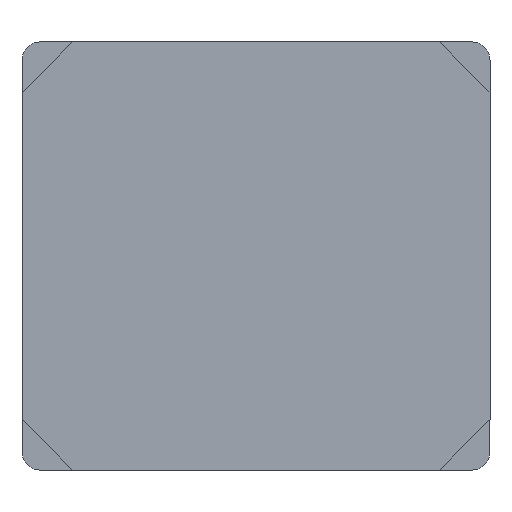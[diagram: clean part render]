
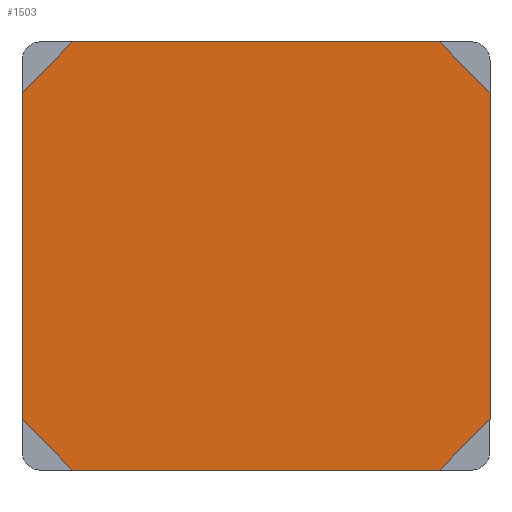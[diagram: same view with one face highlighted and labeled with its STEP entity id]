
A CAD part, front view. The second image highlights one B-rep face of the part: STEP entity #1503.
In plain terms, the highlighted planar face has unit normal (0, -1, 0).
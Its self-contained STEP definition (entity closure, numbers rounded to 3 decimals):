
#1206=CARTESIAN_POINT('POINT81',(-19.431,-48.26,13.589));
#1207=VERTEX_POINT('VERTEX81',#1206);
#1208=CARTESIAN_POINT('POINT82',(-15.24,-48.26,17.78));
#1209=VERTEX_POINT('VERTEX82',#1208);
#1210=CARTESIAN_POINT('POS141',(-15.24,-48.26,17.78));
#1211=DIRECTION('DIR186',(0.707,0.,
   0.707));
#1212=VECTOR('VEC96',#1211,25.4);
#1213=LINE('STRAIGHT96',#1210,#1212);
#1214=EDGE_CURVE('EDGE113',#1207,#1209,#1213,.T.);
#1365=CARTESIAN_POINT('POINT91',(-15.24,-48.26,-17.78));
#1366=VERTEX_POINT('VERTEX91',#1365);
#1367=CARTESIAN_POINT('POINT92',(-19.431,-48.26,-13.589))
   ;
#1368=VERTEX_POINT('VERTEX92',#1367);
#1369=CARTESIAN_POINT('POS160',(-19.431,-48.26,-13.589));
#1370=DIRECTION('DIR211',(-0.707,0.,
   0.707));
#1371=VECTOR('VEC109',#1370,25.4);
#1372=LINE('STRAIGHT109',#1369,#1371);
#1373=EDGE_CURVE('EDGE128',#1366,#1368,#1372,.T.);
#1428=CARTESIAN_POINT('POINT97',(19.431,-48.26,-13.589));
#1429=VERTEX_POINT('VERTEX97',#1428);
#1430=CARTESIAN_POINT('POINT98',(15.24,-48.26,-17.78));
#1431=VERTEX_POINT('VERTEX98',#1430);
#1432=CARTESIAN_POINT('POS167',(15.24,-48.26,-17.78));
#1433=DIRECTION('DIR220',(-0.707,0.,
   -0.707));
#1434=VECTOR('VEC114',#1433,25.4);
#1435=LINE('STRAIGHT114',#1432,#1434);
#1436=EDGE_CURVE('EDGE135',#1429,#1431,#1435,.T.);
#1459=CARTESIAN_POINT('POINT99',(19.431,-48.26,13.589));
#1460=VERTEX_POINT('VERTEX99',#1459);
#1461=CARTESIAN_POINT('POS171',(19.431,-48.26,-13.589));
#1462=DIRECTION('DIR225',(0.,0.,
   -1.));
#1463=VECTOR('VEC117',#1462,25.4);
#1464=LINE('STRAIGHT117',#1461,#1463);
#1465=EDGE_CURVE('EDGE138',#1460,#1429,#1464,.T.);
#1466=ORIENTED_EDGE('COEDGE229',*,*,#1465,.F.);
#1467=CARTESIAN_POINT('POINT100',(15.24,-48.26,17.78));
#1468=VERTEX_POINT('VERTEX100',#1467);
#1469=CARTESIAN_POINT('POS172',(19.431,-48.26,13.589));
#1470=DIRECTION('DIR226',(0.707,0.,
   -0.707));
#1471=VECTOR('VEC118',#1470,25.4);
#1472=LINE('STRAIGHT118',#1469,#1471);
#1473=EDGE_CURVE('EDGE139',#1468,#1460,#1472,.T.);
#1474=ORIENTED_EDGE('COEDGE230',*,*,#1473,.F.);
#1475=CARTESIAN_POINT('POS173',(15.24,-48.26,17.78));
#1476=DIRECTION('DIR227',(1.,0.,
   0.));
#1477=VECTOR('VEC119',#1476,25.4);
#1478=LINE('STRAIGHT119',#1475,#1477);
#1479=EDGE_CURVE('EDGE140',#1209,#1468,#1478,.T.);
#1480=ORIENTED_EDGE('COEDGE231',*,*,#1479,.F.);
#1481=ORIENTED_EDGE('COEDGE232',*,*,#1214,.F.);
#1482=CARTESIAN_POINT('POS174',(-19.431,-48.26,13.589));
#1483=DIRECTION('DIR228',(0.,0.,
   1.));
#1484=VECTOR('VEC120',#1483,25.4);
#1485=LINE('STRAIGHT120',#1482,#1484);
#1486=EDGE_CURVE('EDGE141',#1368,#1207,#1485,.T.);
#1487=ORIENTED_EDGE('COEDGE233',*,*,#1486,.F.);
#1488=ORIENTED_EDGE('COEDGE234',*,*,#1373,.F.);
#1489=CARTESIAN_POINT('POS175',(-15.24,-48.26,-17.78));
#1490=DIRECTION('DIR229',(-1.,0.,0.));
#1491=VECTOR('VEC121',#1490,25.4);
#1492=LINE('STRAIGHT121',#1489,#1491);
#1493=EDGE_CURVE('EDGE142',#1431,#1366,#1492,.T.);
#1494=ORIENTED_EDGE('COEDGE235',*,*,#1493,.F.);
#1495=ORIENTED_EDGE('COEDGE236',*,*,#1436,.F.);
#1496=EDGE_LOOP('NONE',(#1466,#1474,#1480,#1481,#1487,#1488,#1494,#1495)
   );
#1497=FACE_BOUND('LOOP1',#1496,.T.);
#1498=CARTESIAN_POINT('POS176',(0.,-48.26,
   0.));
#1499=DIRECTION('DIR230',(0.,-1.,
   0.));
#1500=DIRECTION('DIR231',(1.,0.,
   0.));
#1501=AXIS2_PLACEMENT_3D('AXIS55',#1498,#1499,#1500);
#1502=PLANE('PLANE40',#1501);
#1503=ADVANCED_FACE('FACE50',(#1497),#1502,.T.);
